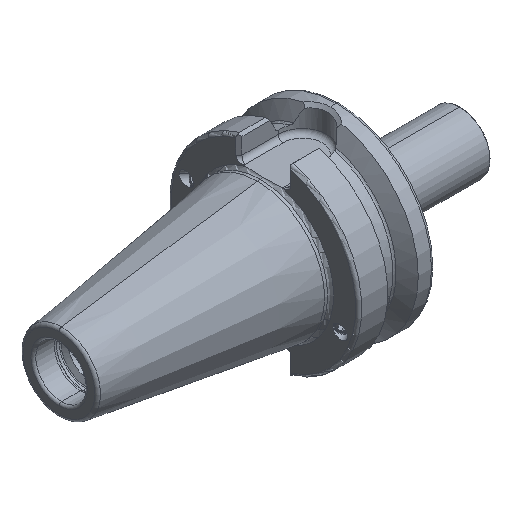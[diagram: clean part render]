
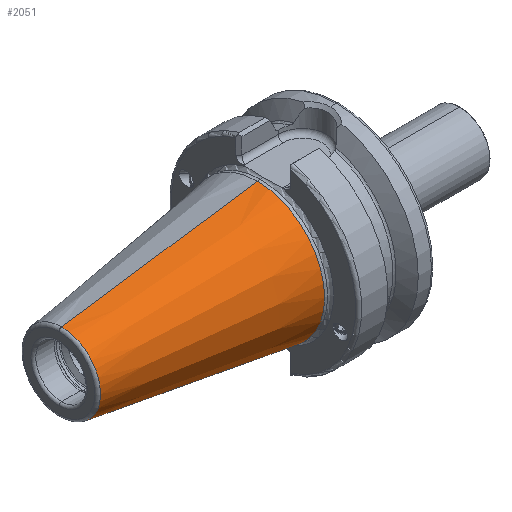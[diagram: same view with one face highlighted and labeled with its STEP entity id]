
A CAD part, isometric view. The second image highlights one B-rep face of the part: STEP entity #2051.
In plain terms, the highlighted conical face has half-angle 8.297 degrees and reference radius 22.225 mm.
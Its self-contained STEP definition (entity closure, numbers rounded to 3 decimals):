
#348 = VERTEX_POINT ( 'NONE', #369 ) ;
#369 = CARTESIAN_POINT ( 'NONE',  ( 0., 0., 22.225 ) ) ;
#523 = AXIS2_PLACEMENT_3D ( 'NONE', #6345, #4713, #6399 ) ;
#833 = CARTESIAN_POINT ( 'NONE',  ( 0., 0., 22.225 ) ) ;
#1159 = DIRECTION ( 'NONE',  ( 0.99, 0., -0.144 ) ) ;
#1447 = ORIENTED_EDGE ( 'NONE', *, *, #4221, .F. ) ;
#1731 = EDGE_CURVE ( 'NONE', #6121, #348, #4064, .T. ) ;
#1792 = CARTESIAN_POINT ( 'NONE',  ( 0., 0., -22.225 ) ) ;
#1888 = VERTEX_POINT ( 'NONE', #6228 ) ;
#2006 = CARTESIAN_POINT ( 'NONE',  ( 0., 0., 0. ) ) ;
#2051 = ADVANCED_FACE ( 'NONE', ( #5811 ), #3800, .T. ) ;
#2511 = DIRECTION ( 'NONE',  ( 0.99, 0., 0.144 ) ) ;
#2564 = DIRECTION ( 'NONE',  ( 0., 0., 1. ) ) ;
#2651 = LINE ( 'NONE', #5607, #6945 ) ;
#2819 = VECTOR ( 'NONE', #2511, 1000. ) ;
#3249 = DIRECTION ( 'NONE',  ( -1., 0., 0. ) ) ;
#3800 = CONICAL_SURFACE ( 'NONE', #523, 22.225, 0.145 ) ;
#4064 = CIRCLE ( 'NONE', #7059, 22.225 ) ;
#4221 = EDGE_CURVE ( 'NONE', #4383, #1888, #5791, .T. ) ;
#4324 = LINE ( 'NONE', #833, #2819 ) ;
#4383 = VERTEX_POINT ( 'NONE', #6913 ) ;
#4713 = DIRECTION ( 'NONE',  ( 1., 0., 0. ) ) ;
#5129 = EDGE_CURVE ( 'NONE', #4383, #6121, #2651, .T. ) ;
#5545 = ORIENTED_EDGE ( 'NONE', *, *, #5129, .T. ) ;
#5607 = CARTESIAN_POINT ( 'NONE',  ( 0., 0., -22.225 ) ) ;
#5727 = EDGE_CURVE ( 'NONE', #1888, #348, #4324, .T. ) ;
#5791 = CIRCLE ( 'NONE', #6627, 12.812 ) ;
#5811 = FACE_OUTER_BOUND ( 'NONE', #7218, .T. ) ;
#5895 = ORIENTED_EDGE ( 'NONE', *, *, #1731, .T. ) ;
#5924 = DIRECTION ( 'NONE',  ( -1., 0., 0. ) ) ;
#6121 = VERTEX_POINT ( 'NONE', #1792 ) ;
#6228 = CARTESIAN_POINT ( 'NONE',  ( -64.544, 0., 12.812 ) ) ;
#6345 = CARTESIAN_POINT ( 'NONE',  ( 0., 0., 0. ) ) ;
#6399 = DIRECTION ( 'NONE',  ( 0., 0., -1. ) ) ;
#6609 = CARTESIAN_POINT ( 'NONE',  ( -64.544, 0., 0. ) ) ;
#6627 = AXIS2_PLACEMENT_3D ( 'NONE', #6609, #3249, #7182 ) ;
#6913 = CARTESIAN_POINT ( 'NONE',  ( -64.544, 0., -12.812 ) ) ;
#6945 = VECTOR ( 'NONE', #1159, 1000. ) ;
#7059 = AXIS2_PLACEMENT_3D ( 'NONE', #2006, #5924, #2564 ) ;
#7182 = DIRECTION ( 'NONE',  ( 0., 0., 1. ) ) ;
#7215 = ORIENTED_EDGE ( 'NONE', *, *, #5727, .F. ) ;
#7218 = EDGE_LOOP ( 'NONE', ( #7215, #1447, #5545, #5895 ) ) ;
